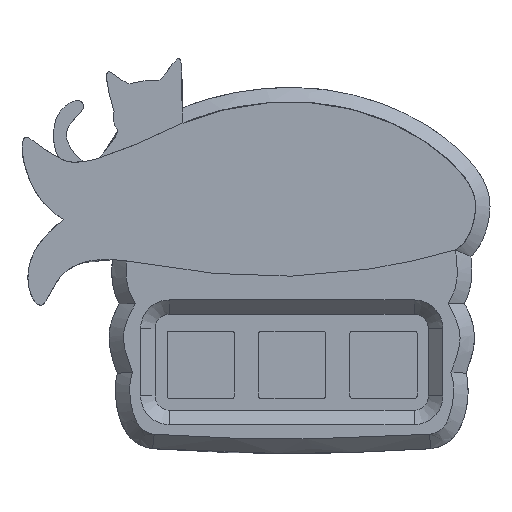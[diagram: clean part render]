
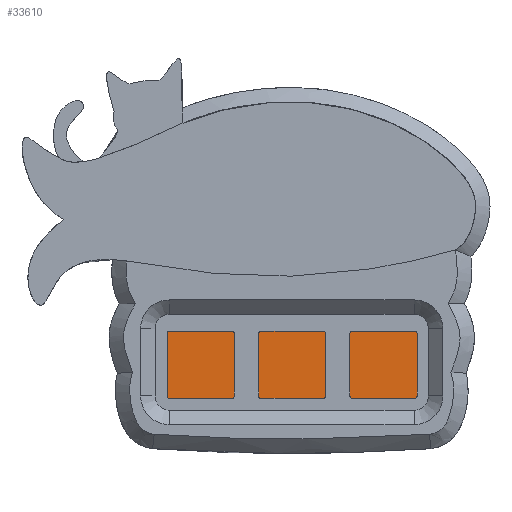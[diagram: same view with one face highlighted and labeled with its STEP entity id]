
A CAD part, top view. The second image highlights one B-rep face of the part: STEP entity #33610.
In plain terms, the highlighted planar face has unit normal (0, 0, 1).
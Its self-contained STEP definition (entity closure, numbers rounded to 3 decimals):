
#4493=FACE_OUTER_BOUND('',#6443,.T.);
#6443=EDGE_LOOP('',(#29943,#29944,#29945,#29946,#29947,#29948,#29949,#29950));
#9849=LINE('',#59498,#13316);
#9877=LINE('',#61425,#13344);
#9878=LINE('',#61427,#13345);
#9879=LINE('',#61429,#13346);
#9880=LINE('',#61431,#13347);
#9881=LINE('',#61433,#13348);
#9882=LINE('',#61435,#13349);
#9883=LINE('',#61436,#13350);
#13316=VECTOR('',#43348,10.);
#13344=VECTOR('',#43424,10.);
#13345=VECTOR('',#43425,10.);
#13346=VECTOR('',#43426,10.);
#13347=VECTOR('',#43427,10.);
#13348=VECTOR('',#43428,10.);
#13349=VECTOR('',#43429,10.);
#13350=VECTOR('',#43430,10.);
#16327=VERTEX_POINT('',#59496);
#16328=VERTEX_POINT('',#59497);
#16398=VERTEX_POINT('',#61424);
#16399=VERTEX_POINT('',#61426);
#16400=VERTEX_POINT('',#61428);
#16401=VERTEX_POINT('',#61430);
#16402=VERTEX_POINT('',#61432);
#16403=VERTEX_POINT('',#61434);
#20860=EDGE_CURVE('',#16327,#16328,#9849,.T.);
#20959=EDGE_CURVE('',#16398,#16328,#9877,.T.);
#20960=EDGE_CURVE('',#16399,#16398,#9878,.T.);
#20961=EDGE_CURVE('',#16400,#16399,#9879,.T.);
#20962=EDGE_CURVE('',#16401,#16400,#9880,.T.);
#20963=EDGE_CURVE('',#16402,#16401,#9881,.T.);
#20964=EDGE_CURVE('',#16403,#16402,#9882,.T.);
#20965=EDGE_CURVE('',#16327,#16403,#9883,.T.);
#29943=ORIENTED_EDGE('',*,*,#20959,.F.);
#29944=ORIENTED_EDGE('',*,*,#20960,.F.);
#29945=ORIENTED_EDGE('',*,*,#20961,.F.);
#29946=ORIENTED_EDGE('',*,*,#20962,.F.);
#29947=ORIENTED_EDGE('',*,*,#20963,.F.);
#29948=ORIENTED_EDGE('',*,*,#20964,.F.);
#29949=ORIENTED_EDGE('',*,*,#20965,.F.);
#29950=ORIENTED_EDGE('',*,*,#20860,.T.);
#31881=PLANE('',#36242);
#33610=ADVANCED_FACE('',(#4493),#31881,.T.);
#36242=AXIS2_PLACEMENT_3D('',#61423,#43422,#43423);
#43348=DIRECTION('',(-1.,0.,0.));
#43422=DIRECTION('center_axis',(0.,0.,1.));
#43423=DIRECTION('ref_axis',(1.,0.,0.));
#43424=DIRECTION('',(0.,1.,0.));
#43425=DIRECTION('',(1.,0.,0.));
#43426=DIRECTION('',(0.,1.,0.));
#43427=DIRECTION('',(-1.,0.,0.));
#43428=DIRECTION('',(0.,-1.,0.));
#43429=DIRECTION('',(1.,0.,0.));
#43430=DIRECTION('',(0.,-1.,0.));
#59496=CARTESIAN_POINT('',(41.5,64.,3.));
#59497=CARTESIAN_POINT('',(17.,64.,3.));
#59498=CARTESIAN_POINT('',(34.5,64.,3.));
#61423=CARTESIAN_POINT('Origin',(28.5,30.5,3.));
#61424=CARTESIAN_POINT('',(17.,43.5,3.));
#61425=CARTESIAN_POINT('',(17.,62.,3.));
#61426=CARTESIAN_POINT('',(-1.,43.5,3.));
#61427=CARTESIAN_POINT('',(23.25,43.5,3.));
#61428=CARTESIAN_POINT('',(-1.,-1.,3.));
#61429=CARTESIAN_POINT('',(-1.,36.5,3.));
#61430=CARTESIAN_POINT('',(58.,-1.,3.));
#61431=CARTESIAN_POINT('',(14.25,-1.,3.));
#61432=CARTESIAN_POINT('',(58.,43.5,3.));
#61433=CARTESIAN_POINT('',(58.,15.25,3.));
#61434=CARTESIAN_POINT('',(41.5,43.5,3.));
#61435=CARTESIAN_POINT('',(42.75,43.5,3.));
#61436=CARTESIAN_POINT('',(41.5,36.5,3.));
